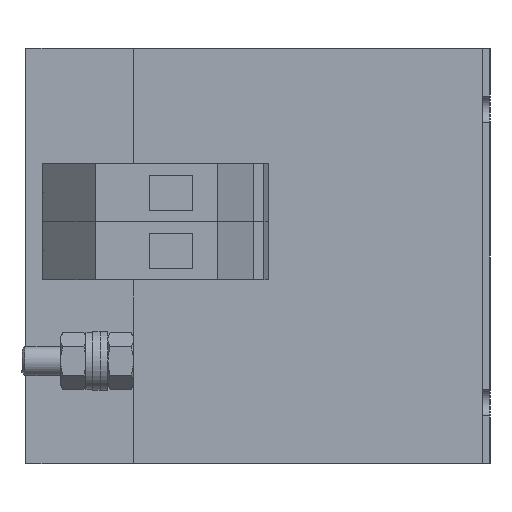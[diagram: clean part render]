
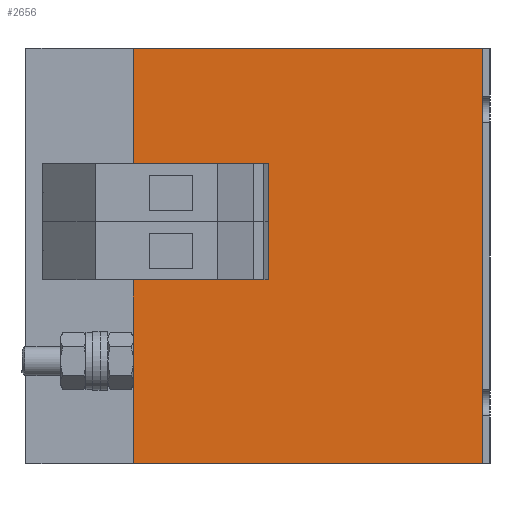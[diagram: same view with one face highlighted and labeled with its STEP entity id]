
A CAD part, left-side view. The second image highlights one B-rep face of the part: STEP entity #2656.
In plain terms, the highlighted planar face has unit normal (-1, 0, 0).
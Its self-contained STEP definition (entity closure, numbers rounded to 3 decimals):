
#24 = CARTESIAN_POINT ( 'NONE',  ( -97.5, 0., 43. ) ) ;
#40 = DIRECTION ( 'NONE',  ( 0., 0., -1. ) ) ;
#65 = CARTESIAN_POINT ( 'NONE',  ( -97.5, 71.5, -4.4 ) ) ;
#80 = DIRECTION ( 'NONE',  ( -1., 0., 0. ) ) ;
#121 = VERTEX_POINT ( 'NONE', #5990 ) ;
#206 = VERTEX_POINT ( 'NONE', #3227 ) ;
#217 = VECTOR ( 'NONE', #6553, 1000. ) ;
#276 = EDGE_CURVE ( 'Defeature ausgef�hrt1_9+Defeature ausgef�hrt1_35+Defeature ausgef�hrt1_45+Defeature ausgef�hrt1_49', #121, #2873, #4126, .T. ) ;
#335 = DIRECTION ( 'NONE',  ( 0., 0., -1. ) ) ;
#337 = EDGE_CURVE ( 'Defeature ausgef�hrt1_3+Defeature ausgef�hrt1_9+Defeature ausgef�hrt1_18+Defeature ausgef�hrt1_59', #3215, #4168, #5573, .T. ) ;
#486 = CARTESIAN_POINT ( 'NONE',  ( -97.5, 71.5, -42. ) ) ;
#509 = EDGE_CURVE ( 'Defeature ausgef�hrt1_9+Defeature ausgef�hrt1_8+Defeature ausgef�hrt1_18+Defeature ausgef�hrt1_19', #206, #663, #2927, .T. ) ;
#663 = VERTEX_POINT ( 'NONE', #4864 ) ;
#695 = LINE ( 'NONE', #24, #2072 ) ;
#697 = VECTOR ( 'NONE', #4918, 1000. ) ;
#699 = ORIENTED_EDGE ( 'NONE', *, *, #1392, .F. ) ;
#719 = VERTEX_POINT ( 'NONE', #1636 ) ;
#816 = ORIENTED_EDGE ( 'NONE', *, *, #3636, .T. ) ;
#1197 = CARTESIAN_POINT ( 'NONE',  ( -97.5, 50.5, -42. ) ) ;
#1350 = ORIENTED_EDGE ( 'NONE', *, *, #4034, .T. ) ;
#1392 = EDGE_CURVE ( 'Defeature ausgef�hrt1_10+Defeature ausgef�hrt1_9+Defeature ausgef�hrt1_45+Defeature ausgef�hrt1_19', #2946, #719, #5653, .T. ) ;
#1463 = ORIENTED_EDGE ( 'NONE', *, *, #337, .F. ) ;
#1636 = CARTESIAN_POINT ( 'NONE',  ( -97.5, 71.5, 43. ) ) ;
#1640 = EDGE_CURVE ( 'Defeature ausgef�hrt1_45+Defeature ausgef�hrt1_9+Defeature ausgef�hrt1_35+Defeature ausgef�hrt1_10', #121, #2946, #1804, .T. ) ;
#1689 = VECTOR ( 'NONE', #335, 1000. ) ;
#1716 = CARTESIAN_POINT ( 'NONE',  ( -97.5, 71.5, -42. ) ) ;
#1717 = VECTOR ( 'NONE', #4188, 1000. ) ;
#1804 = LINE ( 'NONE', #4085, #5810 ) ;
#1876 = CARTESIAN_POINT ( 'NONE',  ( -97.5, 71.5, 19.4 ) ) ;
#1911 = ORIENTED_EDGE ( 'NONE', *, *, #276, .T. ) ;
#1942 = LINE ( 'NONE', #5484, #217 ) ;
#2072 = VECTOR ( 'NONE', #6028, 1000. ) ;
#2518 = ORIENTED_EDGE ( 'NONE', *, *, #6651, .F. ) ;
#2656 = ADVANCED_FACE ( 'Defeature ausgef�hrt1_9', ( #7009 ), #3389, .T. ) ;
#2741 = ORIENTED_EDGE ( 'NONE', *, *, #1640, .F. ) ;
#2873 = VERTEX_POINT ( 'NONE', #6784 ) ;
#2927 = LINE ( 'NONE', #5217, #1717 ) ;
#2934 = VECTOR ( 'NONE', #40, 1000. ) ;
#2946 = VERTEX_POINT ( 'NONE', #1876 ) ;
#3185 = CARTESIAN_POINT ( 'NONE',  ( -97.5, 0., -42. ) ) ;
#3215 = VERTEX_POINT ( 'NONE', #4520 ) ;
#3227 = CARTESIAN_POINT ( 'NONE',  ( -97.5, 0., -42. ) ) ;
#3339 = CARTESIAN_POINT ( 'NONE',  ( -97.5, 0., -42. ) ) ;
#3389 = PLANE ( 'NONE',  #6672 ) ;
#3447 = VERTEX_POINT ( 'NONE', #5232 ) ;
#3636 = EDGE_CURVE ( 'Defeature ausgef�hrt1_9+Defeature ausgef�hrt1_49+Defeature ausgef�hrt1_35+Defeature ausgef�hrt1_59', #2873, #3447, #3671, .T. ) ;
#3671 = LINE ( 'NONE', #6076, #1689 ) ;
#3736 = DIRECTION ( 'NONE',  ( 0., -1., 0. ) ) ;
#4008 = EDGE_CURVE ( 'Defeature ausgef�hrt1_9+Defeature ausgef�hrt1_18+Defeature ausgef�hrt1_3+Defeature ausgef�hrt1_8', #3215, #206, #6377, .T. ) ;
#4034 = EDGE_CURVE ( 'Defeature ausgef�hrt1_9+Defeature ausgef�hrt1_59+Defeature ausgef�hrt1_49+Defeature ausgef�hrt1_3', #3447, #4168, #1942, .T. ) ;
#4085 = CARTESIAN_POINT ( 'NONE',  ( -97.5, 0., 19.4 ) ) ;
#4126 = LINE ( 'NONE', #1197, #2934 ) ;
#4168 = VERTEX_POINT ( 'NONE', #65 ) ;
#4188 = DIRECTION ( 'NONE',  ( 0., 0., 1. ) ) ;
#4409 = DIRECTION ( 'NONE',  ( 0., -1., 0. ) ) ;
#4413 = DIRECTION ( 'NONE',  ( 0., 0., 1. ) ) ;
#4501 = ORIENTED_EDGE ( 'NONE', *, *, #4008, .T. ) ;
#4520 = CARTESIAN_POINT ( 'NONE',  ( -97.5, 71.5, -42. ) ) ;
#4864 = CARTESIAN_POINT ( 'NONE',  ( -97.5, 0., 43. ) ) ;
#4918 = DIRECTION ( 'NONE',  ( 0., 0., 1. ) ) ;
#5217 = CARTESIAN_POINT ( 'NONE',  ( -97.5, 0., -42. ) ) ;
#5232 = CARTESIAN_POINT ( 'NONE',  ( -97.5, 50.5, -4.4 ) ) ;
#5365 = VECTOR ( 'NONE', #3736, 1000. ) ;
#5484 = CARTESIAN_POINT ( 'NONE',  ( -97.5, 0., -4.4 ) ) ;
#5573 = LINE ( 'NONE', #1716, #5817 ) ;
#5653 = LINE ( 'NONE', #486, #697 ) ;
#5810 = VECTOR ( 'NONE', #6777, 1000. ) ;
#5817 = VECTOR ( 'NONE', #4413, 1000. ) ;
#5839 = EDGE_LOOP ( 'NONE', ( #2741, #1911, #816, #1350, #1463, #4501, #6787, #2518, #699 ) ) ;
#5990 = CARTESIAN_POINT ( 'NONE',  ( -97.5, 50.5, 19.4 ) ) ;
#6028 = DIRECTION ( 'NONE',  ( 0., -1., 0. ) ) ;
#6076 = CARTESIAN_POINT ( 'NONE',  ( -97.5, 50.5, -42. ) ) ;
#6377 = LINE ( 'NONE', #3185, #5365 ) ;
#6553 = DIRECTION ( 'NONE',  ( 0., 1., 0. ) ) ;
#6651 = EDGE_CURVE ( 'Defeature ausgef�hrt1_19+Defeature ausgef�hrt1_9+Defeature ausgef�hrt1_10+Defeature ausgef�hrt1_8', #719, #663, #695, .T. ) ;
#6672 = AXIS2_PLACEMENT_3D ( 'NONE', #3339, #80, #4409 ) ;
#6777 = DIRECTION ( 'NONE',  ( 0., 1., 0. ) ) ;
#6784 = CARTESIAN_POINT ( 'NONE',  ( -97.5, 50.5, 7.5 ) ) ;
#6787 = ORIENTED_EDGE ( 'NONE', *, *, #509, .T. ) ;
#7009 = FACE_OUTER_BOUND ( 'NONE', #5839, .T. ) ;
